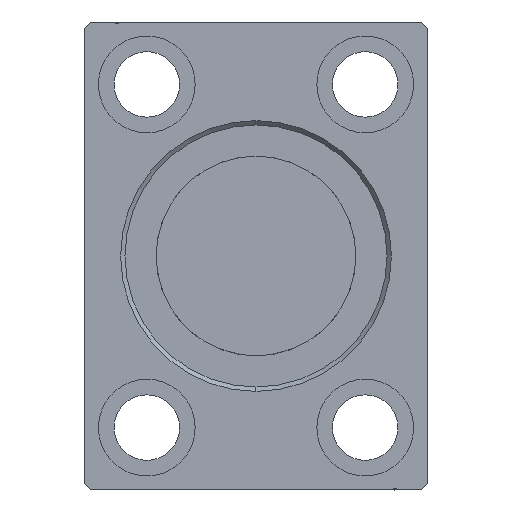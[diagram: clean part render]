
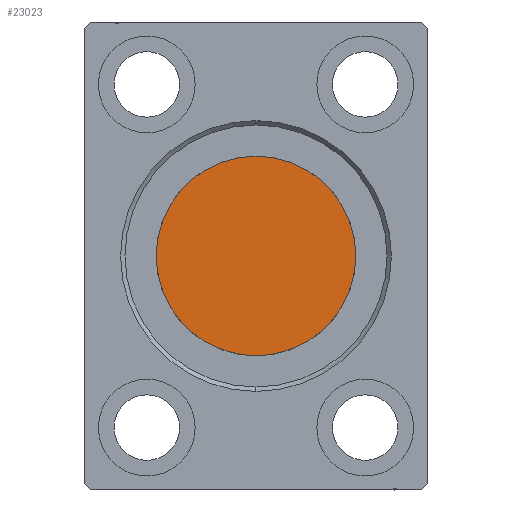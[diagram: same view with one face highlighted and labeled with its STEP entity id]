
A CAD part, left-side view. The second image highlights one B-rep face of the part: STEP entity #23023.
In plain terms, the highlighted planar face has unit normal (-1, 0, 0).
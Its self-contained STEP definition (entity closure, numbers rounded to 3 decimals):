
#775 = EDGE_CURVE ( 'NONE', #21886, #6538, #22097, .T. ) ;
#1361 = DIRECTION ( 'NONE',  ( 0., -1., 0. ) ) ;
#2322 = CARTESIAN_POINT ( 'NONE',  ( 71.2, 1.786, -15.9 ) ) ;
#2396 = CARTESIAN_POINT ( 'NONE',  ( 71.2, 0., 0. ) ) ;
#4926 = EDGE_CURVE ( 'NONE', #6538, #24130, #8686, .T. ) ;
#6043 = VECTOR ( 'NONE', #1361, 1000. ) ;
#6234 = CARTESIAN_POINT ( 'NONE',  ( 71.2, 0., 0. ) ) ;
#6538 = VERTEX_POINT ( 'NONE', #37498 ) ;
#8686 = CIRCLE ( 'NONE', #9366, 16. ) ;
#9366 = AXIS2_PLACEMENT_3D ( 'NONE', #30688, #14313, #40610 ) ;
#13130 = PLANE ( 'NONE',  #19295 ) ;
#13736 = CARTESIAN_POINT ( 'NONE',  ( 71.2, -1.786, -15.9 ) ) ;
#13737 = ORIENTED_EDGE ( 'NONE', *, *, #15497, .T. ) ;
#14313 = DIRECTION ( 'NONE',  ( -1., 0., 0. ) ) ;
#14601 = ORIENTED_EDGE ( 'NONE', *, *, #775, .T. ) ;
#15497 = EDGE_CURVE ( 'NONE', #24130, #21886, #17720, .T. ) ;
#17720 = LINE ( 'NONE', #34337, #6043 ) ;
#19295 = AXIS2_PLACEMENT_3D ( 'NONE', #6234, #29291, #42015 ) ;
#21886 = VERTEX_POINT ( 'NONE', #13736 ) ;
#22097 = CIRCLE ( 'NONE', #24160, 16. ) ;
#22622 = FACE_OUTER_BOUND ( 'NONE', #39069, .T. ) ;
#23023 = ADVANCED_FACE ( 'NONE', ( #22622 ), #13130, .T. ) ;
#24130 = VERTEX_POINT ( 'NONE', #2322 ) ;
#24160 = AXIS2_PLACEMENT_3D ( 'NONE', #2396, #41411, #24809 ) ;
#24809 = DIRECTION ( 'NONE',  ( 0., 0., 1. ) ) ;
#29291 = DIRECTION ( 'NONE',  ( -1., 0., 0. ) ) ;
#30688 = CARTESIAN_POINT ( 'NONE',  ( 71.2, 0., 0. ) ) ;
#32303 = ORIENTED_EDGE ( 'NONE', *, *, #4926, .T. ) ;
#34337 = CARTESIAN_POINT ( 'NONE',  ( 71.2, 0., -15.9 ) ) ;
#37498 = CARTESIAN_POINT ( 'NONE',  ( 71.2, 0., 16. ) ) ;
#39069 = EDGE_LOOP ( 'NONE', ( #14601, #32303, #13737 ) ) ;
#40610 = DIRECTION ( 'NONE',  ( 0., 0., 1. ) ) ;
#41411 = DIRECTION ( 'NONE',  ( -1., 0., 0. ) ) ;
#42015 = DIRECTION ( 'NONE',  ( 0., 0., 1. ) ) ;
